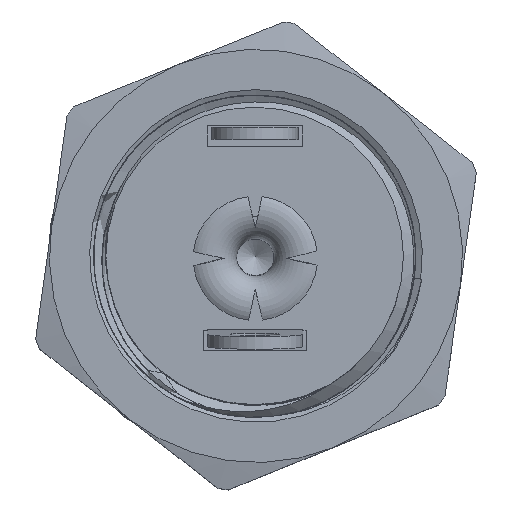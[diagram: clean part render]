
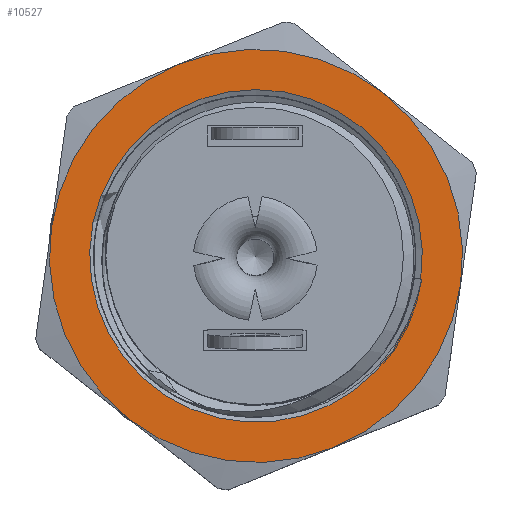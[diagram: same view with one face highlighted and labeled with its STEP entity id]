
A CAD part, top view. The second image highlights one B-rep face of the part: STEP entity #10527.
In plain terms, the highlighted planar face has unit normal (0, 0, 1).
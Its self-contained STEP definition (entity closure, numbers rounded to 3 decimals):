
#9886 = VERTEX_POINT('',#9887);
#9887 = CARTESIAN_POINT('',(3.889,-1.487,
    -7.634));
#9924 = EDGE_CURVE('',#9925,#9886,#9927,.T.);
#9925 = VERTEX_POINT('',#9926);
#9926 = CARTESIAN_POINT('',(3.986,-1.01,
    -7.634));
#9927 = CIRCLE('',#9928,4.025);
#9928 = AXIS2_PLACEMENT_3D('',#9929,#9930,#9931);
#9929 = CARTESIAN_POINT('',(0.,-0.45,
    -7.634));
#9930 = DIRECTION('',(0.,0.,1.));
#9931 = DIRECTION('',(-0.139,-0.99,
    0.));
#10500 = VERTEX_POINT('',#10501);
#10501 = CARTESIAN_POINT('',(4.011,-1.014,
    -7.634));
#10517 = EDGE_CURVE('',#9925,#10500,#10518,.T.);
#10518 = LINE('',#10519,#10520);
#10519 = CARTESIAN_POINT('',(1.791,-0.702,
    -7.634));
#10520 = VECTOR('',#10521,1.);
#10521 = DIRECTION('',(0.99,-0.139,0.
    ));
#10527 = ADVANCED_FACE('',(#10528,#10555),#10611,.F.);
#10528 = FACE_BOUND('',#10529,.T.);
#10529 = EDGE_LOOP('',(#10530,#10531,#10554));
#10530 = ORIENTED_EDGE('',*,*,#10517,.T.);
#10531 = ORIENTED_EDGE('',*,*,#10532,.T.);
#10532 = EDGE_CURVE('',#10500,#9886,#10533,.T.);
#10533 = B_SPLINE_CURVE_WITH_KNOTS('',3,(#10534,#10535,#10536,#10537,
    #10538,#10539,#10540,#10541,#10542,#10543,#10544,#10545,#10546,
    #10547,#10548,#10549,#10550,#10551,#10552,#10553),.UNSPECIFIED.,.F.,
  .F.,(4,2,2,2,2,2,2,2,2,4),(0.,0.156,0.31,
    0.46,0.607,0.752,0.893,
    1.031,1.105,1.178),.UNSPECIFIED.);
#10534 = CARTESIAN_POINT('',(4.011,-1.014,
    -7.634));
#10535 = CARTESIAN_POINT('',(3.912,-1.526,
    -7.634));
#10536 = CARTESIAN_POINT('',(3.715,-2.014,
    -7.634));
#10537 = CARTESIAN_POINT('',(3.149,-2.878,
    -7.634));
#10538 = CARTESIAN_POINT('',(2.789,-3.247,
    -7.634));
#10539 = CARTESIAN_POINT('',(1.955,-3.819,
    -7.634));
#10540 = CARTESIAN_POINT('',(1.491,-4.02,
    -7.634));
#10541 = CARTESIAN_POINT('',(0.522,-4.228,
    -7.634));
#10542 = CARTESIAN_POINT('',(0.028,-4.238,
    -7.634));
#10543 = CARTESIAN_POINT('',(-0.927,-4.066,
    -7.634));
#10544 = CARTESIAN_POINT('',(-1.378,-3.891,
    -7.634));
#10545 = CARTESIAN_POINT('',(-2.178,-3.381,
    -7.634));
#10546 = CARTESIAN_POINT('',(-2.522,-3.055,
    -7.634));
#10547 = CARTESIAN_POINT('',(-3.057,-2.297,
    -7.634));
#10548 = CARTESIAN_POINT('',(-3.246,-1.875,
    -7.634));
#10549 = CARTESIAN_POINT('',(-3.403,-1.188,
    -7.634));
#10550 = CARTESIAN_POINT('',(-3.432,-0.944,
    -7.634));
#10551 = CARTESIAN_POINT('',(-3.438,-0.456,
    -7.634));
#10552 = CARTESIAN_POINT('',(-3.416,-0.214,
    -7.634));
#10553 = CARTESIAN_POINT('',(-3.367,0.023,
    -7.634));
#10554 = ORIENTED_EDGE('',*,*,#9924,.F.);
#10555 = FACE_BOUND('',#10556,.T.);
#10556 = EDGE_LOOP('',(#10557,#10568,#10577,#10586,#10595,#10604));
#10557 = ORIENTED_EDGE('',*,*,#10558,.F.);
#10558 = EDGE_CURVE('',#10559,#10561,#10563,.T.);
#10559 = VERTEX_POINT('',#10560);
#10560 = CARTESIAN_POINT('',(4.951,-1.146,
    -7.634));
#10561 = VERTEX_POINT('',#10562);
#10562 = CARTESIAN_POINT('',(1.873,-5.086,
    -7.634));
#10563 = CIRCLE('',#10564,5.);
#10564 = AXIS2_PLACEMENT_3D('',#10565,#10566,#10567);
#10565 = CARTESIAN_POINT('',(0.,-0.45,
    -7.634));
#10566 = DIRECTION('',(0.,0.,-1.));
#10567 = DIRECTION('',(-0.139,-0.99,
    0.));
#10568 = ORIENTED_EDGE('',*,*,#10569,.F.);
#10569 = EDGE_CURVE('',#10570,#10559,#10572,.T.);
#10570 = VERTEX_POINT('',#10571);
#10571 = CARTESIAN_POINT('',(3.078,3.49,
    -7.634));
#10572 = CIRCLE('',#10573,5.);
#10573 = AXIS2_PLACEMENT_3D('',#10574,#10575,#10576);
#10574 = CARTESIAN_POINT('',(0.,-0.45,
    -7.634));
#10575 = DIRECTION('',(0.,0.,-1.));
#10576 = DIRECTION('',(-0.139,-0.99,
    0.));
#10577 = ORIENTED_EDGE('',*,*,#10578,.F.);
#10578 = EDGE_CURVE('',#10579,#10570,#10581,.T.);
#10579 = VERTEX_POINT('',#10580);
#10580 = CARTESIAN_POINT('',(-1.873,4.186,
    -7.634));
#10581 = CIRCLE('',#10582,5.);
#10582 = AXIS2_PLACEMENT_3D('',#10583,#10584,#10585);
#10583 = CARTESIAN_POINT('',(0.,-0.45,
    -7.634));
#10584 = DIRECTION('',(0.,0.,-1.));
#10585 = DIRECTION('',(-0.139,-0.99,
    0.));
#10586 = ORIENTED_EDGE('',*,*,#10587,.F.);
#10587 = EDGE_CURVE('',#10588,#10579,#10590,.T.);
#10588 = VERTEX_POINT('',#10589);
#10589 = CARTESIAN_POINT('',(-4.951,0.246,
    -7.634));
#10590 = CIRCLE('',#10591,5.);
#10591 = AXIS2_PLACEMENT_3D('',#10592,#10593,#10594);
#10592 = CARTESIAN_POINT('',(0.,-0.45,
    -7.634));
#10593 = DIRECTION('',(0.,0.,-1.));
#10594 = DIRECTION('',(-0.139,-0.99,
    0.));
#10595 = ORIENTED_EDGE('',*,*,#10596,.F.);
#10596 = EDGE_CURVE('',#10597,#10588,#10599,.T.);
#10597 = VERTEX_POINT('',#10598);
#10598 = CARTESIAN_POINT('',(-3.078,-4.39,
    -7.634));
#10599 = CIRCLE('',#10600,5.);
#10600 = AXIS2_PLACEMENT_3D('',#10601,#10602,#10603);
#10601 = CARTESIAN_POINT('',(0.,-0.45,
    -7.634));
#10602 = DIRECTION('',(0.,0.,-1.));
#10603 = DIRECTION('',(-0.139,-0.99,
    0.));
#10604 = ORIENTED_EDGE('',*,*,#10605,.F.);
#10605 = EDGE_CURVE('',#10561,#10597,#10606,.T.);
#10606 = CIRCLE('',#10607,5.);
#10607 = AXIS2_PLACEMENT_3D('',#10608,#10609,#10610);
#10608 = CARTESIAN_POINT('',(0.,-0.45,
    -7.634));
#10609 = DIRECTION('',(0.,0.,-1.));
#10610 = DIRECTION('',(-0.139,-0.99,
    0.));
#10611 = PLANE('',#10612);
#10612 = AXIS2_PLACEMENT_3D('',#10613,#10614,#10615);
#10613 = CARTESIAN_POINT('',(0.,-0.45,
    -7.634));
#10614 = DIRECTION('',(0.,0.,-1.));
#10615 = DIRECTION('',(0.139,0.99,0.)
  );
